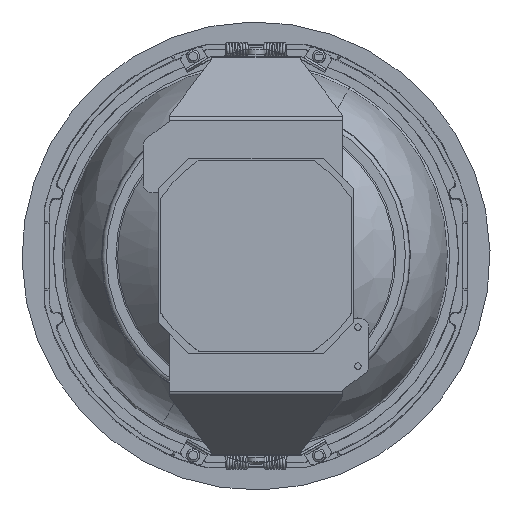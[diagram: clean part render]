
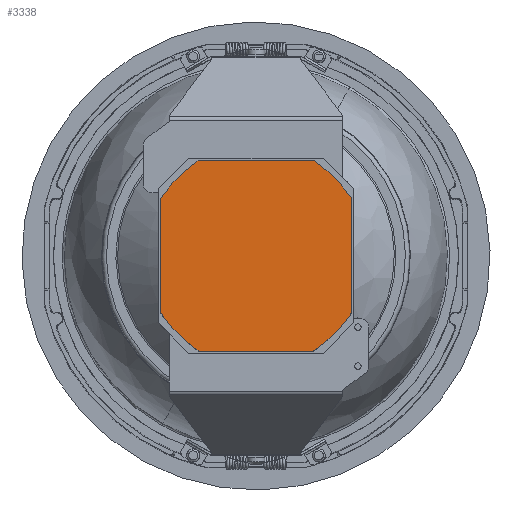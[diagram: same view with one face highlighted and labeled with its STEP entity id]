
A CAD part, top view. The second image highlights one B-rep face of the part: STEP entity #3338.
In plain terms, the highlighted planar face has unit normal (0, 0, 1).
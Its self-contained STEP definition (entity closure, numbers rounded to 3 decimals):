
#1801=FACE_OUTER_BOUND('',#5066,.T.);
#3338=ADVANCED_FACE('',(#1801),#3901,.F.);
#3901=PLANE('',#20644);
#5066=EDGE_LOOP('',(#13321,#13322,#13323,#13324,#13325,#13326,#13327,#13328,
#13329,#13330,#13331,#13332,#13333,#13334,#13335,#13336));
#5223=ELLIPSE('',#20621,1.313,1.313);
#5225=ELLIPSE('',#20623,63.553,63.553);
#5227=ELLIPSE('',#20625,1.313,1.313);
#5229=ELLIPSE('',#20635,1.313,1.313);
#5231=ELLIPSE('',#20637,63.553,63.553);
#5233=ELLIPSE('',#20639,1.313,1.313);
#6512=LINE('',#47312,#7870);
#6517=LINE('',#47328,#7878);
#6522=LINE('',#47344,#7883);
#6527=LINE('',#47360,#7891);
#7870=VECTOR('',#25161,1.);
#7878=VECTOR('',#25183,1.);
#7883=VECTOR('',#25202,1.);
#7891=VECTOR('',#25224,1.);
#13321=ORIENTED_EDGE('',*,*,#18123,.F.);
#13322=ORIENTED_EDGE('',*,*,#18153,.F.);
#13323=ORIENTED_EDGE('',*,*,#18151,.F.);
#13324=ORIENTED_EDGE('',*,*,#18149,.F.);
#13325=ORIENTED_EDGE('',*,*,#18147,.F.);
#13326=ORIENTED_EDGE('',*,*,#18145,.F.);
#13327=ORIENTED_EDGE('',*,*,#18143,.F.);
#13328=ORIENTED_EDGE('',*,*,#18141,.F.);
#13329=ORIENTED_EDGE('',*,*,#18139,.F.);
#13330=ORIENTED_EDGE('',*,*,#18137,.F.);
#13331=ORIENTED_EDGE('',*,*,#18135,.F.);
#13332=ORIENTED_EDGE('',*,*,#18133,.F.);
#13333=ORIENTED_EDGE('',*,*,#18131,.F.);
#13334=ORIENTED_EDGE('',*,*,#18129,.F.);
#13335=ORIENTED_EDGE('',*,*,#18127,.F.);
#13336=ORIENTED_EDGE('',*,*,#18125,.F.);
#15336=VERTEX_POINT('',#47303);
#15337=VERTEX_POINT('',#47305);
#15338=VERTEX_POINT('',#47309);
#15339=VERTEX_POINT('',#47313);
#15340=VERTEX_POINT('',#47317);
#15341=VERTEX_POINT('',#47321);
#15342=VERTEX_POINT('',#47325);
#15343=VERTEX_POINT('',#47329);
#15344=VERTEX_POINT('',#47333);
#15345=VERTEX_POINT('',#47337);
#15346=VERTEX_POINT('',#47341);
#15347=VERTEX_POINT('',#47345);
#15348=VERTEX_POINT('',#47349);
#15349=VERTEX_POINT('',#47353);
#15350=VERTEX_POINT('',#47357);
#15351=VERTEX_POINT('',#47361);
#18123=EDGE_CURVE('',#15336,#15337,#18993,.T.);
#18125=EDGE_CURVE('',#15337,#15338,#18994,.T.);
#18127=EDGE_CURVE('',#15338,#15339,#6512,.T.);
#18129=EDGE_CURVE('',#15339,#15340,#5223,.T.);
#18131=EDGE_CURVE('',#15340,#15341,#5225,.T.);
#18133=EDGE_CURVE('',#15341,#15342,#5227,.T.);
#18135=EDGE_CURVE('',#15342,#15343,#6517,.T.);
#18137=EDGE_CURVE('',#15343,#15344,#18995,.T.);
#18139=EDGE_CURVE('',#15344,#15345,#18996,.T.);
#18141=EDGE_CURVE('',#15345,#15346,#18997,.T.);
#18143=EDGE_CURVE('',#15346,#15347,#6522,.T.);
#18145=EDGE_CURVE('',#15347,#15348,#5229,.T.);
#18147=EDGE_CURVE('',#15348,#15349,#5231,.T.);
#18149=EDGE_CURVE('',#15349,#15350,#5233,.T.);
#18151=EDGE_CURVE('',#15350,#15351,#6527,.T.);
#18153=EDGE_CURVE('',#15351,#15336,#18998,.T.);
#18993=CIRCLE('',#20616,63.859);
#18994=CIRCLE('',#20618,1.313);
#18995=CIRCLE('',#20628,1.313);
#18996=CIRCLE('',#20630,63.859);
#18997=CIRCLE('',#20632,1.313);
#18998=CIRCLE('',#20642,1.313);
#20616=AXIS2_PLACEMENT_3D('',#47304,#25151,#25152);
#20618=AXIS2_PLACEMENT_3D('',#47308,#25156,#25157);
#20621=AXIS2_PLACEMENT_3D('',#47316,#25165,#25166);
#20623=AXIS2_PLACEMENT_3D('',#47320,#25171,#25172);
#20625=AXIS2_PLACEMENT_3D('',#47324,#25177,#25178);
#20628=AXIS2_PLACEMENT_3D('',#47332,#25187,#25188);
#20630=AXIS2_PLACEMENT_3D('',#47336,#25192,#25193);
#20632=AXIS2_PLACEMENT_3D('',#47340,#25197,#25198);
#20635=AXIS2_PLACEMENT_3D('',#47348,#25206,#25207);
#20637=AXIS2_PLACEMENT_3D('',#47352,#25212,#25213);
#20639=AXIS2_PLACEMENT_3D('',#47356,#25218,#25219);
#20642=AXIS2_PLACEMENT_3D('',#47364,#25228,#25229);
#20644=AXIS2_PLACEMENT_3D('',#47366,#25232,#25233);
#25151=DIRECTION('',(0.,0.,-1.));
#25152=DIRECTION('',(0.,1.,0.));
#25156=DIRECTION('',(0.,0.,-1.));
#25157=DIRECTION('',(0.,1.,0.));
#25161=DIRECTION('',(0.,1.,0.));
#25165=DIRECTION('',(0.,0.,-1.));
#25166=DIRECTION('',(0.,1.,0.));
#25171=DIRECTION('',(0.,0.,-1.));
#25172=DIRECTION('',(-0.76,-0.65,0.));
#25177=DIRECTION('',(0.,0.,-1.));
#25178=DIRECTION('',(-1.,0.,0.));
#25183=DIRECTION('',(1.,0.,0.));
#25187=DIRECTION('',(0.,0.,-1.));
#25188=DIRECTION('',(0.,1.,0.));
#25192=DIRECTION('',(0.,0.,-1.));
#25193=DIRECTION('',(0.,1.,0.));
#25197=DIRECTION('',(0.,0.,-1.));
#25198=DIRECTION('',(0.,1.,0.));
#25202=DIRECTION('',(-0.001,-1.,0.));
#25206=DIRECTION('',(0.,0.,-1.));
#25207=DIRECTION('',(0.,1.,0.));
#25212=DIRECTION('',(0.,0.,-1.));
#25213=DIRECTION('',(0.648,0.761,0.));
#25218=DIRECTION('',(0.,0.,-1.));
#25219=DIRECTION('',(-1.,0.,0.));
#25224=DIRECTION('',(-1.,0.,0.));
#25228=DIRECTION('',(0.,0.,-1.));
#25229=DIRECTION('',(0.,1.,0.));
#25232=DIRECTION('',(0.,0.,-1.));
#25233=DIRECTION('',(0.007,1.,0.));
#47303=CARTESIAN_POINT('',(-26.751,-43.823,111.359));
#47304=CARTESIAN_POINT('',(9.124,9.006,111.353));
#47305=CARTESIAN_POINT('',(-43.705,-26.869,111.359));
#47308=CARTESIAN_POINT('',(-42.62,-26.131,111.358));
#47309=CARTESIAN_POINT('',(-43.932,-26.131,111.358));
#47312=CARTESIAN_POINT('',(-43.932,-26.131,111.358));
#47313=CARTESIAN_POINT('',(-43.932,26.016,111.355));
#47316=CARTESIAN_POINT('',(-42.62,26.016,111.355));
#47317=CARTESIAN_POINT('',(-43.707,26.752,111.355));
#47320=CARTESIAN_POINT('',(8.924,-8.871,111.354));
#47321=CARTESIAN_POINT('',(-26.751,43.724,111.352));
#47324=CARTESIAN_POINT('',(-26.014,42.638,111.352));
#47325=CARTESIAN_POINT('',(-26.014,43.951,111.352));
#47328=CARTESIAN_POINT('',(-26.014,43.951,111.352));
#47329=CARTESIAN_POINT('',(26.15,43.951,111.349));
#47332=CARTESIAN_POINT('',(26.15,42.638,111.349));
#47333=CARTESIAN_POINT('',(26.887,43.724,111.349));
#47336=CARTESIAN_POINT('',(-8.988,-9.105,111.355));
#47337=CARTESIAN_POINT('',(43.841,26.77,111.349));
#47340=CARTESIAN_POINT('',(42.755,26.032,111.349));
#47341=CARTESIAN_POINT('',(44.068,26.032,111.349));
#47344=CARTESIAN_POINT('',(44.068,26.032,111.349));
#47345=CARTESIAN_POINT('',(44.041,-26.172,111.353));
#47348=CARTESIAN_POINT('',(42.728,-26.172,111.353));
#47349=CARTESIAN_POINT('',(43.814,-26.909,111.353));
#47352=CARTESIAN_POINT('',(-8.754,8.807,111.354));
#47353=CARTESIAN_POINT('',(26.869,-43.824,111.355));
#47356=CARTESIAN_POINT('',(26.133,-42.737,111.355));
#47357=CARTESIAN_POINT('',(26.133,-44.049,111.355));
#47360=CARTESIAN_POINT('',(26.133,-44.049,111.355));
#47361=CARTESIAN_POINT('',(-26.014,-44.049,111.359));
#47364=CARTESIAN_POINT('',(-26.014,-42.737,111.359));
#47366=CARTESIAN_POINT('',(-42.62,26.016,111.355));
